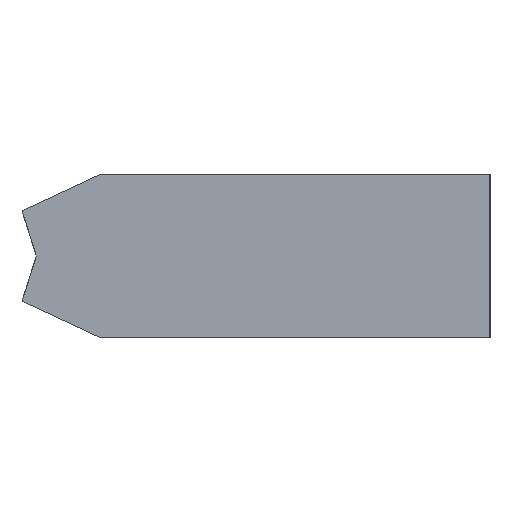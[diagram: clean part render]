
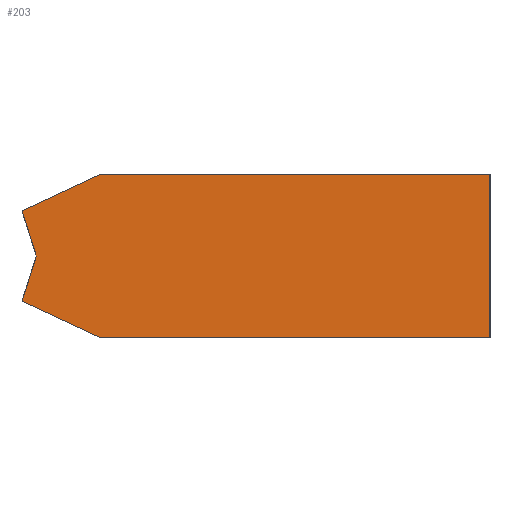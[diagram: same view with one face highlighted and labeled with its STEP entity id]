
A CAD part, left-side view. The second image highlights one B-rep face of the part: STEP entity #203.
In plain terms, the highlighted planar face has unit normal (-1, 0, 0).
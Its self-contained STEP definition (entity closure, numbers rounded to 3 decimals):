
#203 = ADVANCED_FACE( '', ( #525 ), #526, .F. );
#525 = FACE_OUTER_BOUND( '', #847, .T. );
#526 = PLANE( '', #848 );
#847 = EDGE_LOOP( '', ( #1860, #1861, #1862, #1863, #1864, #1865, #1866 ) );
#848 = AXIS2_PLACEMENT_3D( '', #1867, #1868, #1869 );
#1860 = ORIENTED_EDGE( '', *, *, #2186, .F. );
#1861 = ORIENTED_EDGE( '', *, *, #2175, .F. );
#1862 = ORIENTED_EDGE( '', *, *, #2178, .F. );
#1863 = ORIENTED_EDGE( '', *, *, #2081, .F. );
#1864 = ORIENTED_EDGE( '', *, *, #2090, .F. );
#1865 = ORIENTED_EDGE( '', *, *, #2181, .F. );
#1866 = ORIENTED_EDGE( '', *, *, #2184, .F. );
#1867 = CARTESIAN_POINT( '', ( 0., 0., 0. ) );
#1868 = DIRECTION( '', ( 1., 0., 0. ) );
#1869 = DIRECTION( '', ( 0., 0., -1. ) );
#2081 = EDGE_CURVE( '', #2589, #2591, #2592, .T. );
#2090 = EDGE_CURVE( '', #2603, #2589, #2605, .T. );
#2175 = EDGE_CURVE( '', #2691, #2693, #2694, .T. );
#2178 = EDGE_CURVE( '', #2591, #2691, #2697, .T. );
#2181 = EDGE_CURVE( '', #2700, #2603, #2702, .T. );
#2184 = EDGE_CURVE( '', #2705, #2700, #2707, .T. );
#2186 = EDGE_CURVE( '', #2693, #2705, #2709, .T. );
#2589 = VERTEX_POINT( '', #3215 );
#2591 = VERTEX_POINT( '', #3218 );
#2592 = LINE( '', #3219, #3220 );
#2603 = VERTEX_POINT( '', #3235 );
#2605 = LINE( '', #3238, #3239 );
#2691 = VERTEX_POINT( '', #3326 );
#2693 = VERTEX_POINT( '', #3329 );
#2694 = LINE( '', #3330, #3331 );
#2697 = LINE( '', #3336, #3337 );
#2700 = VERTEX_POINT( '', #3341 );
#2702 = LINE( '', #3344, #3345 );
#2705 = VERTEX_POINT( '', #3349 );
#2707 = LINE( '', #3352, #3353 );
#2709 = LINE( '', #3356, #3357 );
#3215 = CARTESIAN_POINT( '', ( 0., 41.593, 0. ) );
#3218 = CARTESIAN_POINT( '', ( 0., 42.902, 4.15 ) );
#3219 = CARTESIAN_POINT( '', ( 0., 41.593, 0. ) );
#3220 = VECTOR( '', #3783, 1. );
#3235 = CARTESIAN_POINT( '', ( 0., 42.902, -4.15 ) );
#3238 = CARTESIAN_POINT( '', ( 0., 42.902, -4.15 ) );
#3239 = VECTOR( '', #3798, 1. );
#3326 = CARTESIAN_POINT( '', ( 0., 35.718, 7.5 ) );
#3329 = CARTESIAN_POINT( '', ( 0., 0., 7.5 ) );
#3330 = CARTESIAN_POINT( '', ( 0., 35.718, 7.5 ) );
#3331 = VECTOR( '', #4047, 1. );
#3336 = CARTESIAN_POINT( '', ( 0., 42.902, 4.15 ) );
#3337 = VECTOR( '', #4050, 1. );
#3341 = CARTESIAN_POINT( '', ( 0., 35.718, -7.5 ) );
#3344 = CARTESIAN_POINT( '', ( 0., 35.718, -7.5 ) );
#3345 = VECTOR( '', #4053, 1. );
#3349 = CARTESIAN_POINT( '', ( 0., 0., -7.5 ) );
#3352 = CARTESIAN_POINT( '', ( 0., 0., -7.5 ) );
#3353 = VECTOR( '', #4056, 1. );
#3356 = CARTESIAN_POINT( '', ( 0., 0., 7.5 ) );
#3357 = VECTOR( '', #4058, 1. );
#3783 = DIRECTION( '', ( 0., 0.301, 0.954 ) );
#3798 = DIRECTION( '', ( 0., -0.301, 0.954 ) );
#4047 = DIRECTION( '', ( 0., -1., 0. ) );
#4050 = DIRECTION( '', ( 0., -0.906, 0.423 ) );
#4053 = DIRECTION( '', ( 0., 0.906, 0.423 ) );
#4056 = DIRECTION( '', ( 0., 1., 0. ) );
#4058 = DIRECTION( '', ( 0., 0., -1. ) );
